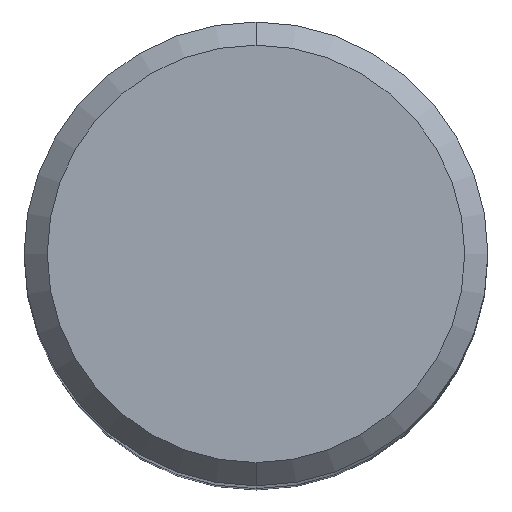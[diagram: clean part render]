
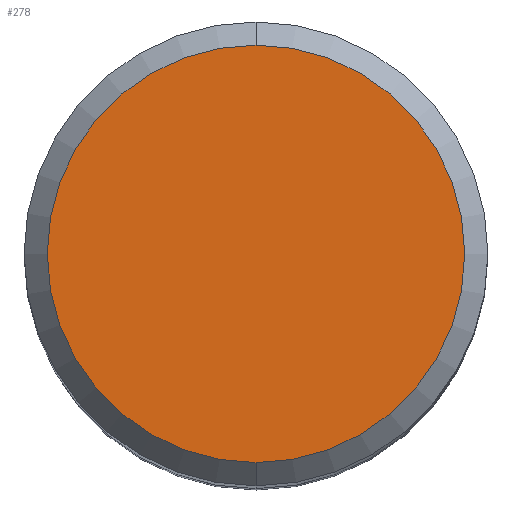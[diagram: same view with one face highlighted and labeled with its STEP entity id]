
A CAD part, top view. The second image highlights one B-rep face of the part: STEP entity #278.
In plain terms, the highlighted planar face has unit normal (0, 0, 1).
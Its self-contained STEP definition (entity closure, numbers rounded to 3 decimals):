
#238=EDGE_CURVE('',#254,#252,#544,.T.);
#252=VERTEX_POINT('',#560);
#254=VERTEX_POINT('',#562);
#278=ADVANCED_FACE('',(#588),#589,.T.);
#342=EDGE_CURVE('',#252,#254,#661,.T.);
#544=CIRCLE('',#977,7.2);
#560=CARTESIAN_POINT('',(0.0,7.2,0.0));
#562=CARTESIAN_POINT('',(0.,-7.2,0.0));
#588=FACE_OUTER_BOUND('',#1033,.T.);
#589=PLANE('',#1034);
#661=CIRCLE('',#1184,7.2);
#977=AXIS2_PLACEMENT_3D('',#1548,#1549,#1550);
#1033=EDGE_LOOP('',(#1595,#1596));
#1034=AXIS2_PLACEMENT_3D('',#1597,#1598,#1599);
#1184=AXIS2_PLACEMENT_3D('',#1687,#1688,#1689);
#1548=CARTESIAN_POINT('',(0.0,0.0,0.0));
#1549=DIRECTION('',(0.0,0.0,-1.0));
#1550=DIRECTION('',(0.0,1.0,0.0));
#1595=ORIENTED_EDGE('',*,*,#342,.F.);
#1596=ORIENTED_EDGE('',*,*,#238,.F.);
#1597=CARTESIAN_POINT('',(0.0,3.6,0.0));
#1598=DIRECTION('',(-0.0,0.0,1.0));
#1599=DIRECTION('',(0.0,-1.0,0.0));
#1687=CARTESIAN_POINT('',(0.0,0.0,0.0));
#1688=DIRECTION('',(0.0,0.0,-1.0));
#1689=DIRECTION('',(0.0,1.0,0.0));
